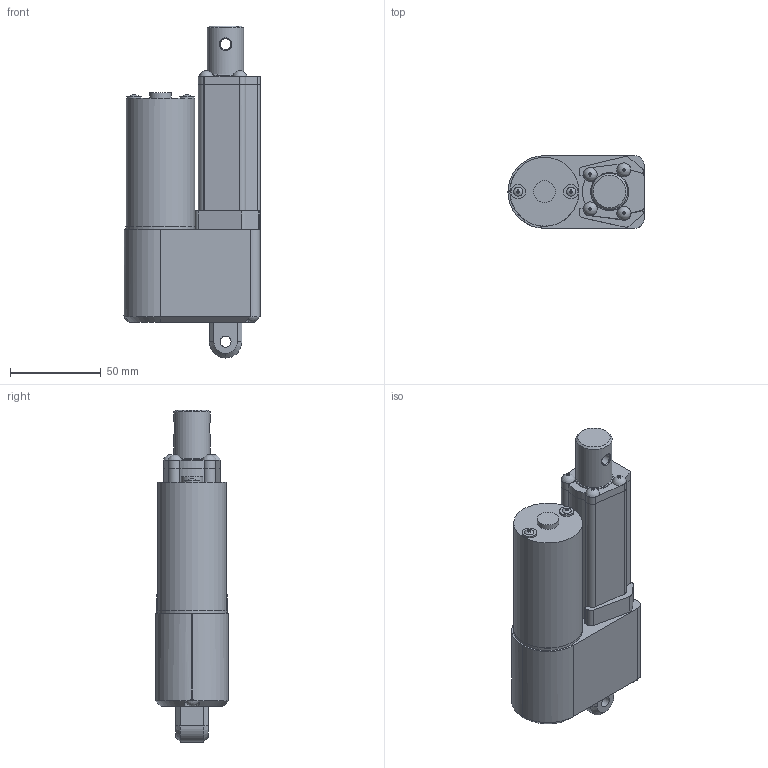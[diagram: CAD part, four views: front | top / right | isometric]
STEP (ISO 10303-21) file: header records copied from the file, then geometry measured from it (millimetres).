
FILE_DESCRIPTION(('FreeCAD Model'),'2;1');
FILE_NAME('FA-OS-35-12-1.step','2018-11-05T13:34:58',( 'Technical Support'),('Firgelli Automations Inc'), 'Open CASCADE STEP processor 7.2','FreeCAD','Unknown');
FILE_SCHEMA(('AUTOMOTIVE_DESIGN { 1 0 10303 214 1 1 1 1 }'));
Length unit declared in the file: millimetre
Products named in the file (1): FA-OS-XXX-12-1
Bounding box: 75.04 x 40 x 183.09 mm (x, y, z)
Volume: 317034.3 mm3; surface area: 38984.5 mm2
Topology: 1 solids, 1 shells, 252 faces, 679 edges, 449 vertices
Faces by surface type: plane 161, cylinder 50, cone 24, sphere 10, bspline 6, torus 1
Full cylindrical faces by diameter (mm): 6 x2, 8 x2, 12 x1, 20 x1, 21 x1, 38 x2
Entity records: 24862 total; most frequent: CARTESIAN_POINT 11643, DIRECTION 2466, ORIENTED_EDGE 1358, PCURVE 1358, DEFINITIONAL_REPRESENTATION 1358, LINE 983, VECTOR 983, EDGE_CURVE 679
